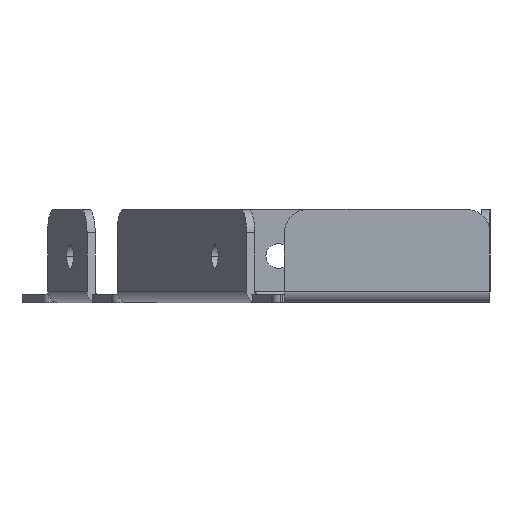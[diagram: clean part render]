
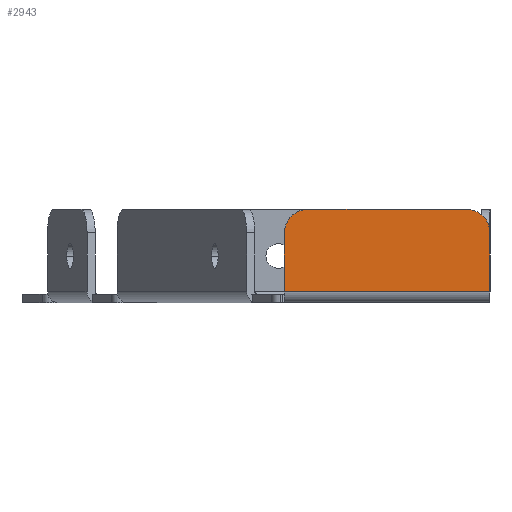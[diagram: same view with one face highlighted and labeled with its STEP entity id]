
A CAD part, left-side view. The second image highlights one B-rep face of the part: STEP entity #2943.
In plain terms, the highlighted planar face has unit normal (-1, 0, 0).
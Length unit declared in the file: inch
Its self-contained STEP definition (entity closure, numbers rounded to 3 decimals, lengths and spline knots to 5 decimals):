
#75 = CARTESIAN_POINT ( 'NONE',  ( -13.5, 2.20452, 0.029 ) ) ;
#77 = DIRECTION ( 'NONE',  ( 0., 0., -1. ) ) ;
#87 = CARTESIAN_POINT ( 'NONE',  ( -13.5, 0., 0.029 ) ) ;
#173 = EDGE_CURVE ( 'NONE', #2143, #3102, #211, .T. ) ;
#194 = PLANE ( 'NONE',  #453 ) ;
#211 = LINE ( 'NONE', #4073, #2848 ) ;
#340 = CIRCLE ( 'NONE', #954, 0.25 ) ;
#453 = AXIS2_PLACEMENT_3D ( 'NONE', #2368, #1486, #2773 ) ;
#504 = VERTEX_POINT ( 'NONE', #1540 ) ;
#954 = AXIS2_PLACEMENT_3D ( 'NONE', #3959, #1982, #77 ) ;
#978 = LINE ( 'NONE', #2271, #1206 ) ;
#1124 = ORIENTED_EDGE ( 'NONE', *, *, #1208, .T. ) ;
#1206 = VECTOR ( 'NONE', #1824, 39.37008 ) ;
#1208 = EDGE_CURVE ( 'NONE', #3102, #2763, #340, .T. ) ;
#1363 = LINE ( 'NONE', #75, #1615 ) ;
#1369 = DIRECTION ( 'NONE',  ( 0., 0., -1. ) ) ;
#1486 = DIRECTION ( 'NONE',  ( 1., 0., 0. ) ) ;
#1540 = CARTESIAN_POINT ( 'NONE',  ( -13.5, 0., 0.66 ) ) ;
#1582 = ORIENTED_EDGE ( 'NONE', *, *, #3350, .T. ) ;
#1615 = VECTOR ( 'NONE', #2297, 39.37008 ) ;
#1648 = ORIENTED_EDGE ( 'NONE', *, *, #3282, .T. ) ;
#1657 = VERTEX_POINT ( 'NONE', #87 ) ;
#1667 = LINE ( 'NONE', #2046, #3022 ) ;
#1800 = VERTEX_POINT ( 'NONE', #3000 ) ;
#1824 = DIRECTION ( 'NONE',  ( 0., 0., 1. ) ) ;
#1890 = CIRCLE ( 'NONE', #2690, 0.25 ) ;
#1949 = CARTESIAN_POINT ( 'NONE',  ( -13.5, 1.95452, 0.91 ) ) ;
#1982 = DIRECTION ( 'NONE',  ( -1., 0., 0. ) ) ;
#1999 = ORIENTED_EDGE ( 'NONE', *, *, #2258, .F. ) ;
#2046 = CARTESIAN_POINT ( 'NONE',  ( -13.5, 2.20452, 0. ) ) ;
#2133 = CARTESIAN_POINT ( 'NONE',  ( -13.5, 0.25, 0.66 ) ) ;
#2143 = VERTEX_POINT ( 'NONE', #3806 ) ;
#2258 = EDGE_CURVE ( 'NONE', #1657, #1800, #1363, .T. ) ;
#2271 = CARTESIAN_POINT ( 'NONE',  ( -13.5, 0., 0. ) ) ;
#2297 = DIRECTION ( 'NONE',  ( 0., 1., 0. ) ) ;
#2368 = CARTESIAN_POINT ( 'NONE',  ( -13.5, 0., 0. ) ) ;
#2385 = ORIENTED_EDGE ( 'NONE', *, *, #173, .T. ) ;
#2642 = ORIENTED_EDGE ( 'NONE', *, *, #2824, .T. ) ;
#2690 = AXIS2_PLACEMENT_3D ( 'NONE', #2133, #3734, #4008 ) ;
#2763 = VERTEX_POINT ( 'NONE', #3319 ) ;
#2773 = DIRECTION ( 'NONE',  ( 0., 0., -1. ) ) ;
#2824 = EDGE_CURVE ( 'NONE', #1657, #504, #978, .T. ) ;
#2848 = VECTOR ( 'NONE', #3782, 39.37008 ) ;
#2943 = ADVANCED_FACE ( 'NONE', ( #3404 ), #194, .F. ) ;
#3000 = CARTESIAN_POINT ( 'NONE',  ( -13.5, 2.20452, 0.029 ) ) ;
#3022 = VECTOR ( 'NONE', #1369, 39.37008 ) ;
#3102 = VERTEX_POINT ( 'NONE', #1949 ) ;
#3217 = EDGE_LOOP ( 'NONE', ( #2642, #1582, #2385, #1124, #1648, #1999 ) ) ;
#3282 = EDGE_CURVE ( 'NONE', #2763, #1800, #1667, .T. ) ;
#3319 = CARTESIAN_POINT ( 'NONE',  ( -13.5, 2.20452, 0.66 ) ) ;
#3350 = EDGE_CURVE ( 'NONE', #504, #2143, #1890, .T. ) ;
#3404 = FACE_OUTER_BOUND ( 'NONE', #3217, .T. ) ;
#3734 = DIRECTION ( 'NONE',  ( -1., 0., 0. ) ) ;
#3782 = DIRECTION ( 'NONE',  ( 0., 1., 0. ) ) ;
#3806 = CARTESIAN_POINT ( 'NONE',  ( -13.5, 0.25, 0.91 ) ) ;
#3959 = CARTESIAN_POINT ( 'NONE',  ( -13.5, 1.95452, 0.66 ) ) ;
#4008 = DIRECTION ( 'NONE',  ( 0., 0., -1. ) ) ;
#4073 = CARTESIAN_POINT ( 'NONE',  ( -13.5, 0., 0.91 ) ) ;
